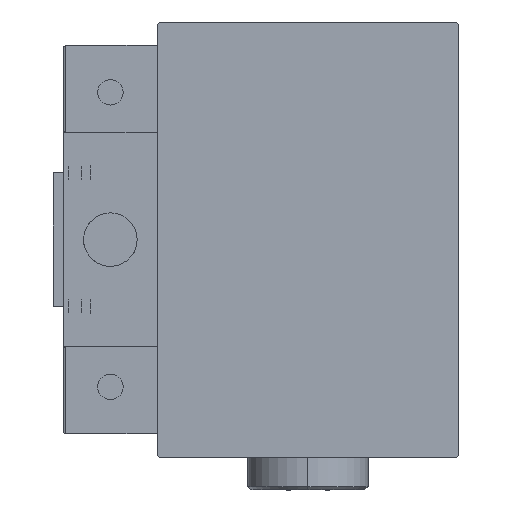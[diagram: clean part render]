
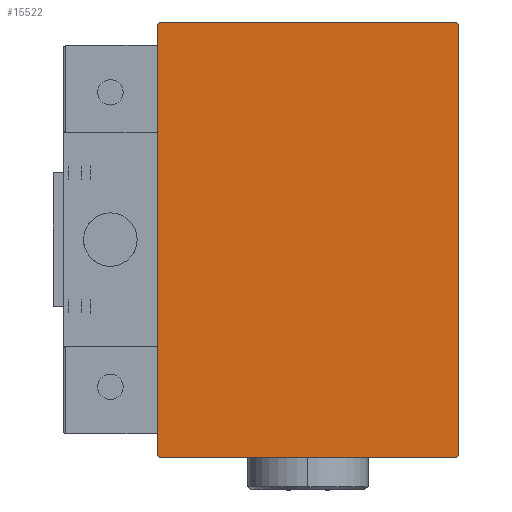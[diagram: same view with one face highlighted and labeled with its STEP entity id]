
A CAD part, left-side view. The second image highlights one B-rep face of the part: STEP entity #15522.
In plain terms, the highlighted face is planar.
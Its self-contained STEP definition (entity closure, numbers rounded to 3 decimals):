
#170 = DIRECTION ( 'NONE',  ( 0., -1., 0. ) ) ;
#858 = CARTESIAN_POINT ( 'NONE',  ( 170., 22.2, -32.5 ) ) ;
#1161 = LINE ( 'NONE', #1437, #31275 ) ;
#1437 = CARTESIAN_POINT ( 'NONE',  ( 170., -27.35, -27.35 ) ) ;
#1453 = LINE ( 'NONE', #10125, #50882 ) ;
#2551 = DIRECTION ( 'NONE',  ( 0., 0.707, 0.707 ) ) ;
#3084 = CARTESIAN_POINT ( 'NONE',  ( 170., 27.35, -27.35 ) ) ;
#4807 = DIRECTION ( 'NONE',  ( 1., 0., 0. ) ) ;
#5151 = ORIENTED_EDGE ( 'NONE', *, *, #9430, .T. ) ;
#5701 = VERTEX_POINT ( 'NONE', #31602 ) ;
#6737 = CARTESIAN_POINT ( 'NONE',  ( 170., 22.5, -32.5 ) ) ;
#6850 = VERTEX_POINT ( 'NONE', #9840 ) ;
#7675 = CARTESIAN_POINT ( 'NONE',  ( 170., 27.35, 27.35 ) ) ;
#8533 = VERTEX_POINT ( 'NONE', #24115 ) ;
#9309 = DIRECTION ( 'NONE',  ( 0., 0.707, -0.707 ) ) ;
#9401 = ORIENTED_EDGE ( 'NONE', *, *, #48439, .T. ) ;
#9430 = EDGE_CURVE ( 'NONE', #15201, #41915, #35785, .T. ) ;
#9675 = DIRECTION ( 'NONE',  ( 0., 0., -1. ) ) ;
#9840 = CARTESIAN_POINT ( 'NONE',  ( 170., 22.2, 32.5 ) ) ;
#10125 = CARTESIAN_POINT ( 'NONE',  ( 170., -22.5, -32.5 ) ) ;
#10331 = DIRECTION ( 'NONE',  ( 0., 0., -1. ) ) ;
#10594 = DIRECTION ( 'NONE',  ( 0., -0.707, -0.707 ) ) ;
#11692 = VECTOR ( 'NONE', #48014, 1000. ) ;
#15201 = VERTEX_POINT ( 'NONE', #19863 ) ;
#15382 = VECTOR ( 'NONE', #170, 1000. ) ;
#15451 = ORIENTED_EDGE ( 'NONE', *, *, #20564, .T. ) ;
#15522 = ADVANCED_FACE ( 'NONE', ( #17555 ), #17291, .T. ) ;
#16453 = LINE ( 'NONE', #45527, #15382 ) ;
#17291 = PLANE ( 'NONE',  #51030 ) ;
#17555 = FACE_OUTER_BOUND ( 'NONE', #30378, .T. ) ;
#18345 = VECTOR ( 'NONE', #10594, 1000. ) ;
#18366 = ORIENTED_EDGE ( 'NONE', *, *, #25575, .T. ) ;
#19863 = CARTESIAN_POINT ( 'NONE',  ( 170., 22.5, -32.2 ) ) ;
#20564 = EDGE_CURVE ( 'NONE', #41915, #6850, #48426, .T. ) ;
#22435 = ORIENTED_EDGE ( 'NONE', *, *, #31575, .T. ) ;
#22562 = CARTESIAN_POINT ( 'NONE',  ( 170., -27.35, 27.35 ) ) ;
#24115 = CARTESIAN_POINT ( 'NONE',  ( 170., -22.2, -32.5 ) ) ;
#25575 = EDGE_CURVE ( 'NONE', #8533, #44536, #1453, .T. ) ;
#26912 = LINE ( 'NONE', #22562, #18345 ) ;
#27174 = CARTESIAN_POINT ( 'NONE',  ( 170., -22.5, 32.5 ) ) ;
#30378 = EDGE_LOOP ( 'NONE', ( #18366, #9401, #5151, #15451, #22435, #46260, #36846, #32354 ) ) ;
#30392 = CARTESIAN_POINT ( 'NONE',  ( 170., -22.5, -32.2 ) ) ;
#31275 = VECTOR ( 'NONE', #9309, 1000. ) ;
#31334 = VECTOR ( 'NONE', #2551, 1000. ) ;
#31575 = EDGE_CURVE ( 'NONE', #6850, #5701, #16453, .T. ) ;
#31602 = CARTESIAN_POINT ( 'NONE',  ( 170., -22.2, 32.5 ) ) ;
#32354 = ORIENTED_EDGE ( 'NONE', *, *, #40968, .T. ) ;
#34143 = VECTOR ( 'NONE', #49241, 1000. ) ;
#34356 = CARTESIAN_POINT ( 'NONE',  ( 170., 22.5, 32.2 ) ) ;
#34665 = CARTESIAN_POINT ( 'NONE',  ( 170., 0., 0. ) ) ;
#35736 = CARTESIAN_POINT ( 'NONE',  ( 170., -22.5, 32.2 ) ) ;
#35785 = LINE ( 'NONE', #6737, #11692 ) ;
#36846 = ORIENTED_EDGE ( 'NONE', *, *, #38763, .T. ) ;
#38763 = EDGE_CURVE ( 'NONE', #53195, #52070, #47544, .T. ) ;
#40968 = EDGE_CURVE ( 'NONE', #52070, #8533, #1161, .T. ) ;
#41915 = VERTEX_POINT ( 'NONE', #34356 ) ;
#44536 = VERTEX_POINT ( 'NONE', #858 ) ;
#44651 = EDGE_CURVE ( 'NONE', #5701, #53195, #26912, .T. ) ;
#45527 = CARTESIAN_POINT ( 'NONE',  ( 170., 22.5, 32.5 ) ) ;
#46260 = ORIENTED_EDGE ( 'NONE', *, *, #44651, .T. ) ;
#46882 = VECTOR ( 'NONE', #10331, 1000. ) ;
#47544 = LINE ( 'NONE', #27174, #46882 ) ;
#47901 = LINE ( 'NONE', #3084, #31334 ) ;
#48014 = DIRECTION ( 'NONE',  ( 0., 0., 1. ) ) ;
#48426 = LINE ( 'NONE', #7675, #34143 ) ;
#48439 = EDGE_CURVE ( 'NONE', #44536, #15201, #47901, .T. ) ;
#49241 = DIRECTION ( 'NONE',  ( 0., -0.707, 0.707 ) ) ;
#50352 = DIRECTION ( 'NONE',  ( 0., 1., 0. ) ) ;
#50882 = VECTOR ( 'NONE', #50352, 1000. ) ;
#51030 = AXIS2_PLACEMENT_3D ( 'NONE', #34665, #4807, #9675 ) ;
#52070 = VERTEX_POINT ( 'NONE', #30392 ) ;
#53195 = VERTEX_POINT ( 'NONE', #35736 ) ;
